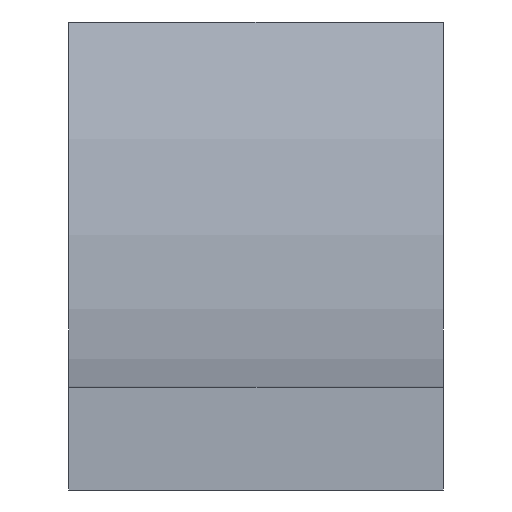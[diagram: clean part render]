
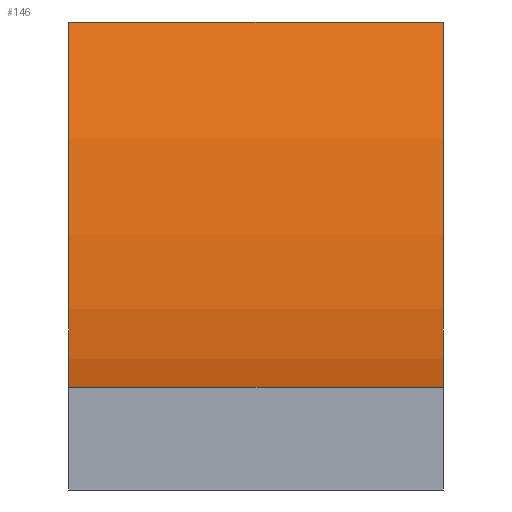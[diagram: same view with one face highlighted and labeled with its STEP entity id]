
A CAD part, left-side view. The second image highlights one B-rep face of the part: STEP entity #146.
In plain terms, the highlighted cylindrical face has radius 150 mm (diameter 300 mm), a partial arc.
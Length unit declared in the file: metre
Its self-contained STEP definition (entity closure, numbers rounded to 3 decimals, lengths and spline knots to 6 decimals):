
#20=LINE('',#231,#33);
#21=LINE('',#235,#34);
#33=VECTOR('',#193,1.);
#34=VECTOR('',#196,1.);
#56=ORIENTED_EDGE('',*,*,#89,.F.);
#57=ORIENTED_EDGE('',*,*,#90,.F.);
#58=ORIENTED_EDGE('',*,*,#91,.F.);
#59=ORIENTED_EDGE('',*,*,#92,.F.);
#89=EDGE_CURVE('',#106,#107,#118,.T.);
#90=EDGE_CURVE('',#108,#106,#20,.T.);
#91=EDGE_CURVE('',#109,#108,#119,.T.);
#92=EDGE_CURVE('',#107,#109,#21,.T.);
#106=VERTEX_POINT('',#229);
#107=VERTEX_POINT('',#230);
#108=VERTEX_POINT('',#232);
#109=VERTEX_POINT('',#234);
#118=CIRCLE('',#171,0.15);
#119=CIRCLE('',#172,0.15);
#123=EDGE_LOOP('',(#56,#57,#58,#59));
#134=FACE_BOUND('',#123,.T.);
#143=CYLINDRICAL_SURFACE('',#170,0.15);
#146=ADVANCED_FACE('',(#134),#143,.F.);
#170=AXIS2_PLACEMENT_3D('',#227,#189,#190);
#171=AXIS2_PLACEMENT_3D('',#228,#191,#192);
#172=AXIS2_PLACEMENT_3D('',#233,#194,#195);
#189=DIRECTION('',(0.,1.,0.));
#190=DIRECTION('',(-0.059,0.,-0.998));
#191=DIRECTION('',(0.,-1.,0.));
#192=DIRECTION('',(-0.059,0.,-0.998));
#193=DIRECTION('',(0.,1.,0.));
#194=DIRECTION('',(0.,1.,0.));
#195=DIRECTION('',(-0.059,0.,-0.998));
#196=DIRECTION('',(0.,-1.,0.));
#227=CARTESIAN_POINT('',(-0.068676,-0.02,0.19774));
#228=CARTESIAN_POINT('',(-0.068676,0.02,0.19774));
#229=CARTESIAN_POINT('',(-0.0775,0.02,0.048));
#230=CARTESIAN_POINT('',(0.0325,0.02,0.087));
#231=CARTESIAN_POINT('',(-0.0775,-0.02,0.048));
#232=CARTESIAN_POINT('',(-0.0775,-0.02,0.048));
#233=CARTESIAN_POINT('',(-0.068676,-0.02,0.19774));
#234=CARTESIAN_POINT('',(0.0325,-0.02,0.087));
#235=CARTESIAN_POINT('',(0.0325,-0.02,0.087));
